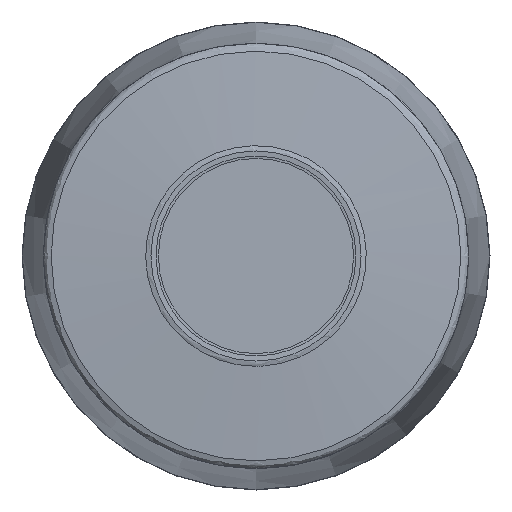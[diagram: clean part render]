
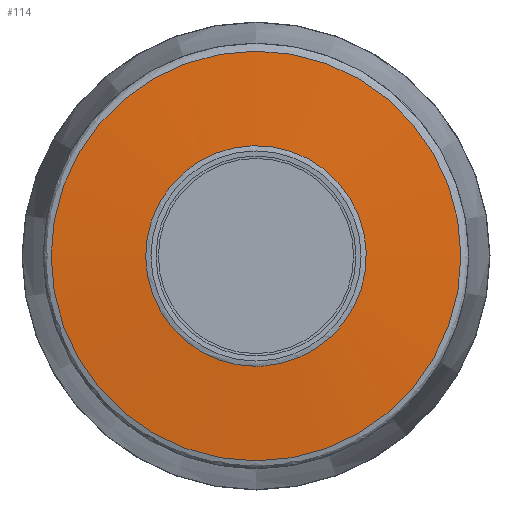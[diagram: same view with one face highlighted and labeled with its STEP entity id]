
A CAD part, left-side view. The second image highlights one B-rep face of the part: STEP entity #114.
In plain terms, the highlighted face is a revolution surface.
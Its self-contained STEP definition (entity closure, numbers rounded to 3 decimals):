
#28=SURFACE_OF_REVOLUTION('',#44,#36);
#36=AXIS1_PLACEMENT('',#631,#537);
#44=LINE('',#630,#48);
#48=VECTOR('',#536,8.944);
#114=ADVANCED_FACE('',(#168,#169),#28,.F.);
#168=FACE_BOUND('',#226,.T.);
#169=FACE_BOUND('',#227,.T.);
#226=EDGE_LOOP('',(#284));
#227=EDGE_LOOP('',(#285));
#284=ORIENTED_EDGE('',*,*,#351,.F.);
#285=ORIENTED_EDGE('',*,*,#352,.T.);
#322=VERTEX_POINT('',#627);
#323=VERTEX_POINT('',#629);
#351=EDGE_CURVE('',#322,#322,#380,.T.);
#352=EDGE_CURVE('',#323,#323,#381,.T.);
#380=CIRCLE('',#433,19.262);
#381=CIRCLE('',#434,10.371);
#433=AXIS2_PLACEMENT_3D('',#626,#532,#533);
#434=AXIS2_PLACEMENT_3D('',#628,#534,#535);
#532=DIRECTION('',(1.,0.,0.));
#533=DIRECTION('',(0.,0.,-1.));
#534=DIRECTION('',(1.,0.,0.));
#535=DIRECTION('',(0.,0.,-1.));
#536=DIRECTION('',(-0.07,0.992,-0.104));
#537=DIRECTION('',(1.,0.,0.));
#626=CARTESIAN_POINT('',(0.744,0.,0.));
#627=CARTESIAN_POINT('',(0.744,0.,-19.262));
#628=CARTESIAN_POINT('',(0.12,0.,0.));
#629=CARTESIAN_POINT('',(0.12,0.,-10.371));
#630=CARTESIAN_POINT('',(0.744,-18.996,3.192));
#631=CARTESIAN_POINT('',(10.,0.,0.));
